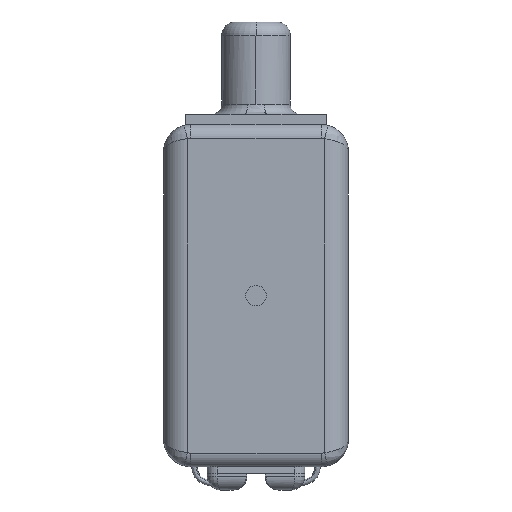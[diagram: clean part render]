
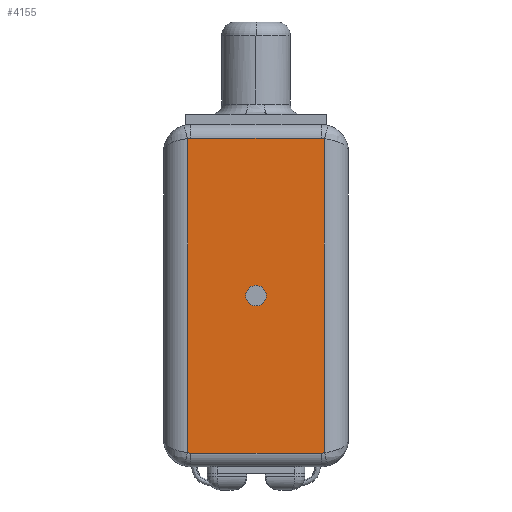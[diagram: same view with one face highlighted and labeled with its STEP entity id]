
A CAD part, front view. The second image highlights one B-rep face of the part: STEP entity #4155.
In plain terms, the highlighted planar face has unit normal (0, -1, 0).
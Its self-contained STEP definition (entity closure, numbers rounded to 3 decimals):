
#4075 = EDGE_CURVE ( 'NONE', #4104, #4076, #8755, .T. ) ;
#4076 = VERTEX_POINT ( 'NONE', #8746 ) ;
#4104 = VERTEX_POINT ( 'NONE', #8934 ) ;
#4151 = VERTEX_POINT ( 'NONE', #9020 ) ;
#4152 = ORIENTED_EDGE ( 'NONE', *, *, #4153, .T. ) ;
#4153 = EDGE_CURVE ( 'NONE', #4151, #4154, #9013, .T. ) ;
#4154 = VERTEX_POINT ( 'NONE', #9141 ) ;
#4155 = ADVANCED_FACE ( 'NONE', ( #9140, #9139 ), #9138, .T. ) ;
#4156 = EDGE_LOOP ( 'NONE', ( #4157, #4159 ) ) ;
#4157 = ORIENTED_EDGE ( 'NONE', *, *, #4158, .F. ) ;
#4158 = EDGE_CURVE ( 'NONE', #4076, #4104, #9133, .T. ) ;
#4159 = ORIENTED_EDGE ( 'NONE', *, *, #4075, .F. ) ;
#4160 = EDGE_LOOP ( 'NONE', ( #4161, #4165, #4168, #4232, #4235, #4238, #4152, #4215 ) ) ;
#4161 = ORIENTED_EDGE ( 'NONE', *, *, #4162, .T. ) ;
#4162 = EDGE_CURVE ( 'NONE', #4163, #4164, #9109, .T. ) ;
#4163 = VERTEX_POINT ( 'NONE', #9099 ) ;
#4164 = VERTEX_POINT ( 'NONE', #9098 ) ;
#4165 = ORIENTED_EDGE ( 'NONE', *, *, #4166, .T. ) ;
#4166 = EDGE_CURVE ( 'NONE', #4164, #4167, #9097, .T. ) ;
#4167 = VERTEX_POINT ( 'NONE', #9091 ) ;
#4168 = ORIENTED_EDGE ( 'NONE', *, *, #4230, .T. ) ;
#4215 = ORIENTED_EDGE ( 'NONE', *, *, #4216, .T. ) ;
#4216 = EDGE_CURVE ( 'NONE', #4154, #4163, #9335, .T. ) ;
#4230 = EDGE_CURVE ( 'NONE', #4167, #4231, #9415, .T. ) ;
#4231 = VERTEX_POINT ( 'NONE', #9407 ) ;
#4232 = ORIENTED_EDGE ( 'NONE', *, *, #4233, .T. ) ;
#4233 = EDGE_CURVE ( 'NONE', #4231, #4234, #9402, .T. ) ;
#4234 = VERTEX_POINT ( 'NONE', #9394 ) ;
#4235 = ORIENTED_EDGE ( 'NONE', *, *, #4236, .T. ) ;
#4236 = EDGE_CURVE ( 'NONE', #4234, #4237, #9388, .T. ) ;
#4237 = VERTEX_POINT ( 'NONE', #9379 ) ;
#4238 = ORIENTED_EDGE ( 'NONE', *, *, #4239, .T. ) ;
#4239 = EDGE_CURVE ( 'NONE', #4237, #4151, #9374, .T. ) ;
#8746 = CARTESIAN_POINT ( 'NONE',  ( 0., -0.98, -0.15 ) ) ;
#8748 = DIRECTION ( 'NONE',  ( 0., 0., -1. ) ) ;
#8750 = DIRECTION ( 'NONE',  ( 0., -1., 0. ) ) ;
#8752 = CARTESIAN_POINT ( 'NONE',  ( 0., -0.98, 0. ) ) ;
#8754 = AXIS2_PLACEMENT_3D ( 'NONE', #8752, #8750, #8748 ) ;
#8755 = CIRCLE ( 'NONE', #8754, 0.15 ) ;
#8934 = CARTESIAN_POINT ( 'NONE',  ( 0., -0.98, 0.15 ) ) ;
#9009 = CARTESIAN_POINT ( 'NONE',  ( -0.95, -0.98, 2.1 ) ) ;
#9011 = AXIS2_PLACEMENT_3D ( 'NONE', #9009, #9145, #9143 ) ;
#9013 = CIRCLE ( 'NONE', #9011, 0.2 ) ;
#9020 = CARTESIAN_POINT ( 'NONE',  ( -0.95, -0.98, 2.3 ) ) ;
#9091 = CARTESIAN_POINT ( 'NONE',  ( 0.95, -0.98, -2.3 ) ) ;
#9092 = DIRECTION ( 'NONE',  ( 1., 0., 0. ) ) ;
#9094 = VECTOR ( 'NONE', #9092, 1000. ) ;
#9096 = CARTESIAN_POINT ( 'NONE',  ( 1.35, -0.98, -2.3 ) ) ;
#9097 = LINE ( 'NONE', #9096, #9094 ) ;
#9098 = CARTESIAN_POINT ( 'NONE',  ( -0.95, -0.98, -2.3 ) ) ;
#9099 = CARTESIAN_POINT ( 'NONE',  ( -1., -0.98, -2.294 ) ) ;
#9101 = DIRECTION ( 'NONE',  ( 0., 0., -1. ) ) ;
#9103 = DIRECTION ( 'NONE',  ( 0., -1., 0. ) ) ;
#9105 = CARTESIAN_POINT ( 'NONE',  ( -0.95, -0.98, -2.1 ) ) ;
#9107 = AXIS2_PLACEMENT_3D ( 'NONE', #9105, #9103, #9101 ) ;
#9109 = CIRCLE ( 'NONE', #9107, 0.2 ) ;
#9115 = DIRECTION ( 'NONE',  ( 0., 0., -1. ) ) ;
#9117 = DIRECTION ( 'NONE',  ( 0., -1., 0. ) ) ;
#9119 = CARTESIAN_POINT ( 'NONE',  ( 0., -0.98, 0. ) ) ;
#9120 = AXIS2_PLACEMENT_3D ( 'NONE', #9119, #9117, #9115 ) ;
#9126 = DIRECTION ( 'NONE',  ( 0., 0., -1. ) ) ;
#9128 = DIRECTION ( 'NONE',  ( 0., -1., 0. ) ) ;
#9129 = CARTESIAN_POINT ( 'NONE',  ( -1.35, -0.98, 2.5 ) ) ;
#9131 = AXIS2_PLACEMENT_3D ( 'NONE', #9129, #9128, #9126 ) ;
#9133 = CIRCLE ( 'NONE', #9120, 0.15 ) ;
#9138 = PLANE ( 'NONE',  #9131 ) ;
#9139 = FACE_OUTER_BOUND ( 'NONE', #4160, .T. ) ;
#9140 = FACE_BOUND ( 'NONE', #4156, .T. ) ;
#9141 = CARTESIAN_POINT ( 'NONE',  ( -1., -0.98, 2.294 ) ) ;
#9143 = DIRECTION ( 'NONE',  ( 0., 0., -1. ) ) ;
#9145 = DIRECTION ( 'NONE',  ( 0., -1., 0. ) ) ;
#9329 = DIRECTION ( 'NONE',  ( 0., 0., -1. ) ) ;
#9331 = VECTOR ( 'NONE', #9329, 1000. ) ;
#9333 = CARTESIAN_POINT ( 'NONE',  ( -1., -0.98, -2.5 ) ) ;
#9335 = LINE ( 'NONE', #9333, #9331 ) ;
#9368 = DIRECTION ( 'NONE',  ( -1., 0., 0. ) ) ;
#9369 = VECTOR ( 'NONE', #9368, 1000. ) ;
#9372 = CARTESIAN_POINT ( 'NONE',  ( -1.35, -0.98, 2.3 ) ) ;
#9374 = LINE ( 'NONE', #9372, #9369 ) ;
#9379 = CARTESIAN_POINT ( 'NONE',  ( 0.95, -0.98, 2.3 ) ) ;
#9381 = DIRECTION ( 'NONE',  ( 0., 0., -1. ) ) ;
#9383 = DIRECTION ( 'NONE',  ( 0., -1., 0. ) ) ;
#9384 = CARTESIAN_POINT ( 'NONE',  ( 0.95, -0.98, 2.1 ) ) ;
#9386 = AXIS2_PLACEMENT_3D ( 'NONE', #9384, #9383, #9381 ) ;
#9388 = CIRCLE ( 'NONE', #9386, 0.2 ) ;
#9394 = CARTESIAN_POINT ( 'NONE',  ( 1., -0.98, 2.294 ) ) ;
#9397 = DIRECTION ( 'NONE',  ( 0., 0., 1. ) ) ;
#9398 = VECTOR ( 'NONE', #9397, 1000. ) ;
#9401 = CARTESIAN_POINT ( 'NONE',  ( 1., -0.98, 2.5 ) ) ;
#9402 = LINE ( 'NONE', #9401, #9398 ) ;
#9407 = CARTESIAN_POINT ( 'NONE',  ( 1., -0.98, -2.294 ) ) ;
#9408 = DIRECTION ( 'NONE',  ( 0., 0., -1. ) ) ;
#9409 = DIRECTION ( 'NONE',  ( 0., -1., 0. ) ) ;
#9411 = CARTESIAN_POINT ( 'NONE',  ( 0.95, -0.98, -2.1 ) ) ;
#9413 = AXIS2_PLACEMENT_3D ( 'NONE', #9411, #9409, #9408 ) ;
#9415 = CIRCLE ( 'NONE', #9413, 0.2 ) ;
